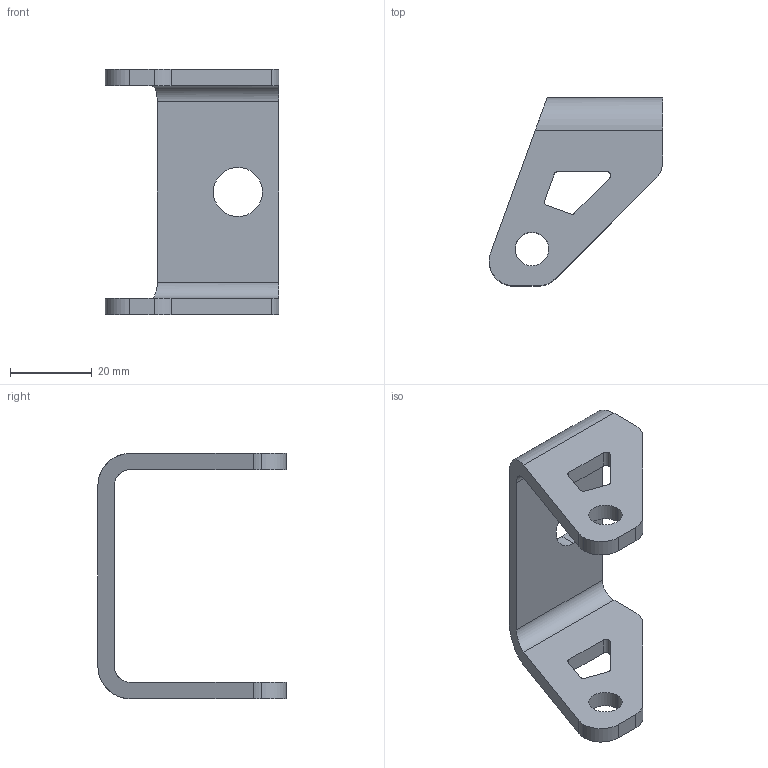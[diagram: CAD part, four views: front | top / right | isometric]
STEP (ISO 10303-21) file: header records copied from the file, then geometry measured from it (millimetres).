
FILE_DESCRIPTION (( 'STEP AP214' ), '1' );
FILE_NAME ('ALTI_USI_0019_D.STEP', '2020-12-08T16:00:30', ( '' ), ( '' ), 'SwSTEP 2.0', 'SolidWorks 2020', '' );
FILE_SCHEMA (( 'AUTOMOTIVE_DESIGN' ));
Length unit declared in the file: millimetre
Products named in the file (1): ALTI_USI_0019_D
Bounding box: 42.43 x 46 x 60 mm (x, y, z)
Volume: 13874.8 mm3; surface area: 8960.9 mm2
Topology: 1 solids, 1 shells, 48 faces, 138 edges, 92 vertices
Faces by surface type: cylinder 28, plane 20
Entity records: 1648 total; most frequent: CARTESIAN_POINT 291, DIRECTION 284, ORIENTED_EDGE 276, EDGE_CURVE 138, AXIS2_PLACEMENT_3D 101, VERTEX_POINT 92, LINE 82, VECTOR 82
